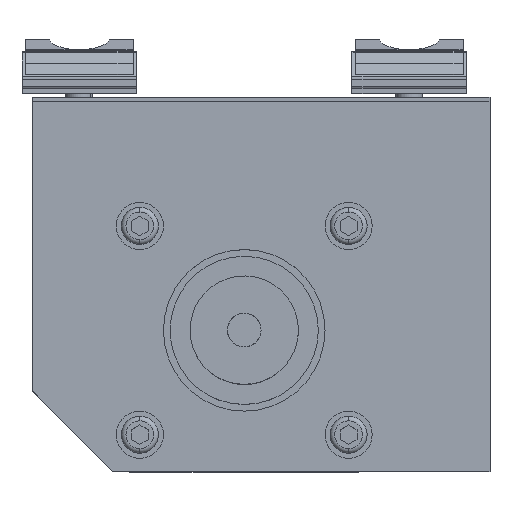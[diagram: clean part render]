
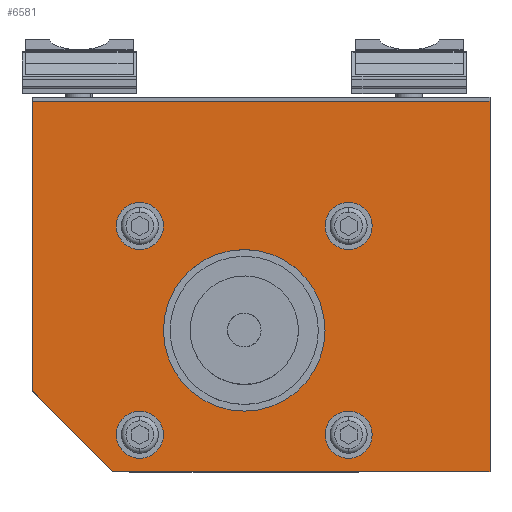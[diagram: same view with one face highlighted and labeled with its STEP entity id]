
A CAD part, top view. The second image highlights one B-rep face of the part: STEP entity #6581.
In plain terms, the highlighted planar face has unit normal (0, 0, 1).
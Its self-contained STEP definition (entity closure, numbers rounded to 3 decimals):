
#60 = CARTESIAN_POINT ( 'NONE',  ( 0., -34., 60. ) ) ;
#88 = PLANE ( 'NONE',  #4940 ) ;
#101 = VECTOR ( 'NONE', #2618, 1000. ) ;
#162 = CARTESIAN_POINT ( 'NONE',  ( 15.5, -6.5, 60. ) ) ;
#216 = EDGE_CURVE ( 'NONE', #1781, #1045, #4698, .T. ) ;
#258 = EDGE_CURVE ( 'NONE', #932, #5012, #2329, .T. ) ;
#272 = DIRECTION ( 'NONE',  ( 0., 0., -1. ) ) ;
#304 = CARTESIAN_POINT ( 'NONE',  ( 36.5, 12., 60. ) ) ;
#311 = DIRECTION ( 'NONE',  ( 0., 0., -1. ) ) ;
#337 = LINE ( 'NONE', #1016, #2469 ) ;
#392 = EDGE_LOOP ( 'NONE', ( #6782, #3110 ) ) ;
#549 = FACE_BOUND ( 'NONE', #392, .T. ) ;
#665 = CIRCLE ( 'NONE', #6697, 1.65 ) ;
#740 = DIRECTION ( 'NONE',  ( 0., 1., 0. ) ) ;
#756 = EDGE_LOOP ( 'NONE', ( #3407, #4867 ) ) ;
#775 = CIRCLE ( 'NONE', #7923, 1.65 ) ;
#799 = AXIS2_PLACEMENT_3D ( 'NONE', #5103, #5773, #5475 ) ;
#828 = EDGE_LOOP ( 'NONE', ( #2980, #7026, #1145, #3738, #6584 ) ) ;
#844 = AXIS2_PLACEMENT_3D ( 'NONE', #2001, #2667, #1308 ) ;
#848 = FACE_OUTER_BOUND ( 'NONE', #828, .T. ) ;
#910 = DIRECTION ( 'NONE',  ( -1., 0., 0. ) ) ;
#932 = VERTEX_POINT ( 'NONE', #5290 ) ;
#1016 = CARTESIAN_POINT ( 'NONE',  ( 31.5, 12., 60. ) ) ;
#1027 = EDGE_CURVE ( 'NONE', #3370, #1781, #9118, .T. ) ;
#1045 = VERTEX_POINT ( 'NONE', #1684 ) ;
#1145 = ORIENTED_EDGE ( 'NONE', *, *, #216, .F. ) ;
#1308 = DIRECTION ( 'NONE',  ( 0., 1., 0. ) ) ;
#1383 = CIRCLE ( 'NONE', #7094, 1.65 ) ;
#1418 = VECTOR ( 'NONE', #6018, 1000. ) ;
#1590 = AXIS2_PLACEMENT_3D ( 'NONE', #2450, #3059, #8097 ) ;
#1601 = VERTEX_POINT ( 'NONE', #5370 ) ;
#1684 = CARTESIAN_POINT ( 'NONE',  ( -19.5, -43., 60. ) ) ;
#1726 = VERTEX_POINT ( 'NONE', #2680 ) ;
#1781 = VERTEX_POINT ( 'NONE', #6253 ) ;
#1944 = EDGE_LOOP ( 'NONE', ( #3533, #2163 ) ) ;
#1955 = CARTESIAN_POINT ( 'NONE',  ( 31.5, -43., 60. ) ) ;
#2001 = CARTESIAN_POINT ( 'NONE',  ( -15.5, -6.5, 60. ) ) ;
#2163 = ORIENTED_EDGE ( 'NONE', *, *, #258, .T. ) ;
#2281 = CARTESIAN_POINT ( 'NONE',  ( 15.5, -8.15, 60. ) ) ;
#2305 = VERTEX_POINT ( 'NONE', #60 ) ;
#2329 = CIRCLE ( 'NONE', #5200, 1.65 ) ;
#2450 = CARTESIAN_POINT ( 'NONE',  ( 0., -22., 60. ) ) ;
#2469 = VECTOR ( 'NONE', #910, 1000. ) ;
#2505 = VERTEX_POINT ( 'NONE', #2648 ) ;
#2534 = VECTOR ( 'NONE', #2701, 1000. ) ;
#2612 = DIRECTION ( 'NONE',  ( 0., 1., 0. ) ) ;
#2618 = DIRECTION ( 'NONE',  ( 0.707, -0.707, 0. ) ) ;
#2648 = CARTESIAN_POINT ( 'NONE',  ( 0., -10., 60. ) ) ;
#2666 = CARTESIAN_POINT ( 'NONE',  ( -31.5, 12., 60. ) ) ;
#2667 = DIRECTION ( 'NONE',  ( 0., 0., -1. ) ) ;
#2678 = DIRECTION ( 'NONE',  ( -1., 0., 0. ) ) ;
#2680 = CARTESIAN_POINT ( 'NONE',  ( -15.5, -39.15, 60. ) ) ;
#2701 = DIRECTION ( 'NONE',  ( 0., -1., 0. ) ) ;
#2786 = FACE_BOUND ( 'NONE', #756, .T. ) ;
#2852 = DIRECTION ( 'NONE',  ( 0., 0., -1. ) ) ;
#2980 = ORIENTED_EDGE ( 'NONE', *, *, #5557, .T. ) ;
#3059 = DIRECTION ( 'NONE',  ( 0., 0., -1. ) ) ;
#3110 = ORIENTED_EDGE ( 'NONE', *, *, #8057, .T. ) ;
#3204 = CARTESIAN_POINT ( 'NONE',  ( 15.5, -4.85, 60. ) ) ;
#3238 = CARTESIAN_POINT ( 'NONE',  ( -15.5, -37.5, 60. ) ) ;
#3312 = DIRECTION ( 'NONE',  ( 0., 0., -1. ) ) ;
#3331 = VERTEX_POINT ( 'NONE', #3369 ) ;
#3369 = CARTESIAN_POINT ( 'NONE',  ( -31.5, -31., 60. ) ) ;
#3370 = VERTEX_POINT ( 'NONE', #6946 ) ;
#3407 = ORIENTED_EDGE ( 'NONE', *, *, #5534, .T. ) ;
#3533 = ORIENTED_EDGE ( 'NONE', *, *, #3708, .T. ) ;
#3708 = EDGE_CURVE ( 'NONE', #5012, #932, #665, .T. ) ;
#3738 = ORIENTED_EDGE ( 'NONE', *, *, #1027, .F. ) ;
#3795 = EDGE_CURVE ( 'NONE', #3370, #6403, #337, .T. ) ;
#3846 = VERTEX_POINT ( 'NONE', #6171 ) ;
#3972 = CARTESIAN_POINT ( 'NONE',  ( 0., -22., 60. ) ) ;
#3984 = DIRECTION ( 'NONE',  ( 0., 0., -1. ) ) ;
#4249 = EDGE_CURVE ( 'NONE', #3846, #8299, #4474, .T. ) ;
#4458 = FACE_BOUND ( 'NONE', #1944, .T. ) ;
#4472 = CARTESIAN_POINT ( 'NONE',  ( 15.5, -37.5, 60. ) ) ;
#4474 = CIRCLE ( 'NONE', #6271, 1.65 ) ;
#4585 = FACE_BOUND ( 'NONE', #6243, .T. ) ;
#4627 = EDGE_CURVE ( 'NONE', #2505, #2305, #7654, .T. ) ;
#4698 = LINE ( 'NONE', #1955, #8321 ) ;
#4826 = CARTESIAN_POINT ( 'NONE',  ( -15.5, -4.85, 60. ) ) ;
#4867 = ORIENTED_EDGE ( 'NONE', *, *, #4249, .T. ) ;
#4931 = ORIENTED_EDGE ( 'NONE', *, *, #8607, .T. ) ;
#4940 = AXIS2_PLACEMENT_3D ( 'NONE', #5059, #6585, #5888 ) ;
#5012 = VERTEX_POINT ( 'NONE', #5594 ) ;
#5043 = DIRECTION ( 'NONE',  ( 0., 0., -1. ) ) ;
#5059 = CARTESIAN_POINT ( 'NONE',  ( 31.5, -43., 60. ) ) ;
#5103 = CARTESIAN_POINT ( 'NONE',  ( 15.5, -6.5, 60. ) ) ;
#5200 = AXIS2_PLACEMENT_3D ( 'NONE', #5747, #2852, #740 ) ;
#5290 = CARTESIAN_POINT ( 'NONE',  ( 15.5, -39.15, 60. ) ) ;
#5370 = CARTESIAN_POINT ( 'NONE',  ( -15.5, -35.85, 60. ) ) ;
#5475 = DIRECTION ( 'NONE',  ( 0., 1., 0. ) ) ;
#5534 = EDGE_CURVE ( 'NONE', #8299, #3846, #8515, .T. ) ;
#5549 = CARTESIAN_POINT ( 'NONE',  ( -31.5, -43., 60. ) ) ;
#5557 = EDGE_CURVE ( 'NONE', #6403, #3331, #6136, .T. ) ;
#5594 = CARTESIAN_POINT ( 'NONE',  ( 15.5, -35.85, 60. ) ) ;
#5747 = CARTESIAN_POINT ( 'NONE',  ( 15.5, -37.5, 60. ) ) ;
#5755 = VERTEX_POINT ( 'NONE', #3204 ) ;
#5773 = DIRECTION ( 'NONE',  ( 0., 0., -1. ) ) ;
#5888 = DIRECTION ( 'NONE',  ( -1., 0., 0. ) ) ;
#5958 = LINE ( 'NONE', #6930, #101 ) ;
#6018 = DIRECTION ( 'NONE',  ( 0., -1., 0. ) ) ;
#6104 = ORIENTED_EDGE ( 'NONE', *, *, #8509, .T. ) ;
#6136 = LINE ( 'NONE', #5549, #2534 ) ;
#6152 = DIRECTION ( 'NONE',  ( 0., 1., 0. ) ) ;
#6171 = CARTESIAN_POINT ( 'NONE',  ( -15.5, -8.15, 60. ) ) ;
#6243 = EDGE_LOOP ( 'NONE', ( #6104, #6263 ) ) ;
#6253 = CARTESIAN_POINT ( 'NONE',  ( 36.5, -43., 60. ) ) ;
#6263 = ORIENTED_EDGE ( 'NONE', *, *, #7708, .T. ) ;
#6271 = AXIS2_PLACEMENT_3D ( 'NONE', #8221, #3312, #9084 ) ;
#6307 = CIRCLE ( 'NONE', #7819, 1.65 ) ;
#6403 = VERTEX_POINT ( 'NONE', #2666 ) ;
#6581 = ADVANCED_FACE ( 'NONE', ( #2786, #6833, #4458, #4585, #549, #848 ), #88, .F. ) ;
#6584 = ORIENTED_EDGE ( 'NONE', *, *, #3795, .T. ) ;
#6585 = DIRECTION ( 'NONE',  ( 0., 0., -1. ) ) ;
#6589 = VERTEX_POINT ( 'NONE', #2281 ) ;
#6630 = DIRECTION ( 'NONE',  ( 0., 0., -1. ) ) ;
#6697 = AXIS2_PLACEMENT_3D ( 'NONE', #4472, #5043, #7316 ) ;
#6744 = DIRECTION ( 'NONE',  ( 0., 1., 0. ) ) ;
#6782 = ORIENTED_EDGE ( 'NONE', *, *, #4627, .T. ) ;
#6833 = FACE_BOUND ( 'NONE', #7675, .T. ) ;
#6930 = CARTESIAN_POINT ( 'NONE',  ( -19.5, -43., 60. ) ) ;
#6946 = CARTESIAN_POINT ( 'NONE',  ( 36.5, 12., 60. ) ) ;
#7026 = ORIENTED_EDGE ( 'NONE', *, *, #7759, .T. ) ;
#7094 = AXIS2_PLACEMENT_3D ( 'NONE', #7525, #3984, #2612 ) ;
#7257 = CIRCLE ( 'NONE', #799, 1.65 ) ;
#7316 = DIRECTION ( 'NONE',  ( 0., 1., 0. ) ) ;
#7371 = AXIS2_PLACEMENT_3D ( 'NONE', #3972, #311, #6152 ) ;
#7525 = CARTESIAN_POINT ( 'NONE',  ( -15.5, -37.5, 60. ) ) ;
#7654 = CIRCLE ( 'NONE', #7371, 12. ) ;
#7675 = EDGE_LOOP ( 'NONE', ( #4931, #8387 ) ) ;
#7708 = EDGE_CURVE ( 'NONE', #6589, #5755, #775, .T. ) ;
#7759 = EDGE_CURVE ( 'NONE', #3331, #1045, #5958, .T. ) ;
#7819 = AXIS2_PLACEMENT_3D ( 'NONE', #3238, #272, #6744 ) ;
#7923 = AXIS2_PLACEMENT_3D ( 'NONE', #162, #6630, #8165 ) ;
#8057 = EDGE_CURVE ( 'NONE', #2305, #2505, #8924, .T. ) ;
#8097 = DIRECTION ( 'NONE',  ( 0., 1., 0. ) ) ;
#8165 = DIRECTION ( 'NONE',  ( 0., 1., 0. ) ) ;
#8221 = CARTESIAN_POINT ( 'NONE',  ( -15.5, -6.5, 60. ) ) ;
#8299 = VERTEX_POINT ( 'NONE', #4826 ) ;
#8321 = VECTOR ( 'NONE', #2678, 1000. ) ;
#8387 = ORIENTED_EDGE ( 'NONE', *, *, #9170, .T. ) ;
#8509 = EDGE_CURVE ( 'NONE', #5755, #6589, #7257, .T. ) ;
#8515 = CIRCLE ( 'NONE', #844, 1.65 ) ;
#8607 = EDGE_CURVE ( 'NONE', #1601, #1726, #1383, .T. ) ;
#8924 = CIRCLE ( 'NONE', #1590, 12. ) ;
#9084 = DIRECTION ( 'NONE',  ( 0., 1., 0. ) ) ;
#9118 = LINE ( 'NONE', #304, #1418 ) ;
#9170 = EDGE_CURVE ( 'NONE', #1726, #1601, #6307, .T. ) ;
